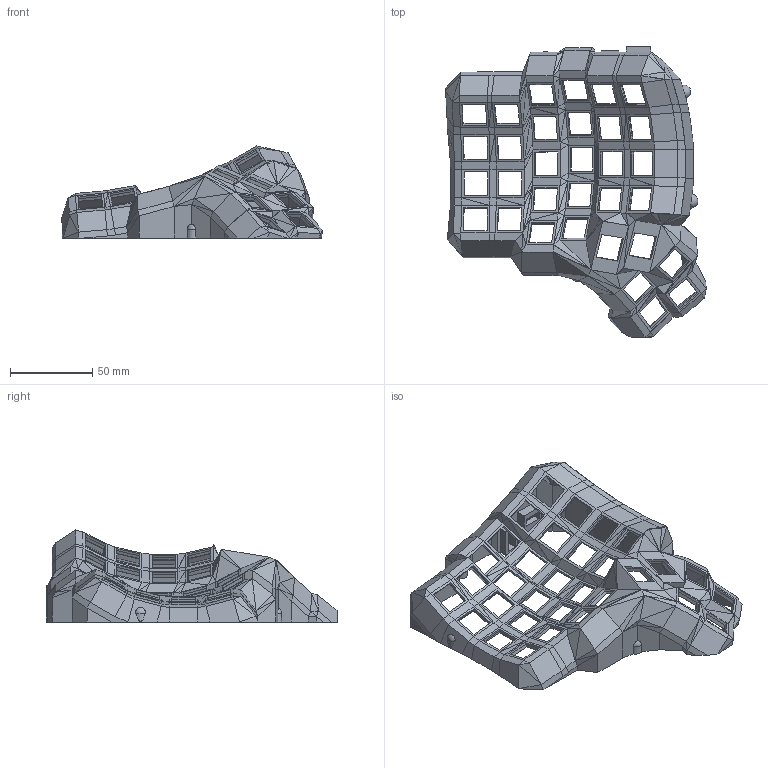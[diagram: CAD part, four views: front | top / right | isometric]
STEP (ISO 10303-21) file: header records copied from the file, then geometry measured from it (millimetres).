
FILE_DESCRIPTION(('Open CASCADE Model'),'2;1');
FILE_NAME('Open CASCADE Shape Model','2021-06-29T22:35:27',('Author'),( 'Open CASCADE'),'Open CASCADE STEP processor 7.4','Open CASCADE 7.4' ,'Unknown');
FILE_SCHEMA(('AUTOMOTIVE_DESIGN { 1 0 10303 214 1 1 1 1 }'));
Products named in the file (1): Open CASCADE STEP translator 7.4 47
Bounding box: 158.15 x 176.56 x 55.89 mm (x, y, z)
Volume: 113374.6 mm3; surface area: 68028.5 mm2
Topology: 1 solids, 1 shells, 1154 faces, 2529 edges, 1378 vertices
Faces by surface type: plane 1128, cone 13, sphere 13
Entity records: 63488 total; most frequent: CARTESIAN_POINT 11097, DIRECTION 9849, LINE 7449, VECTOR 7449, ORIENTED_EDGE 5048, PCURVE 5048, DEFINITIONAL_REPRESENTATION 5048, EDGE_CURVE 2524
